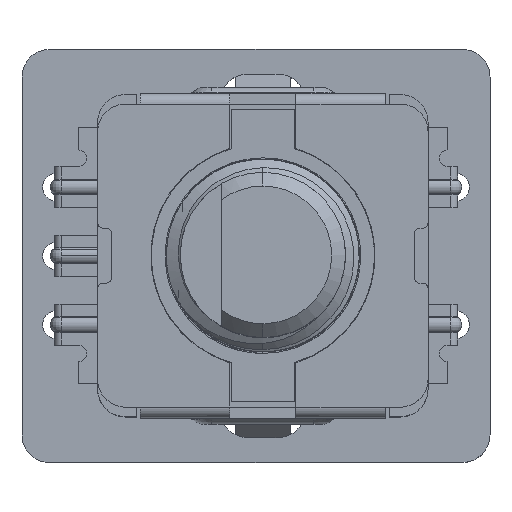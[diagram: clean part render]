
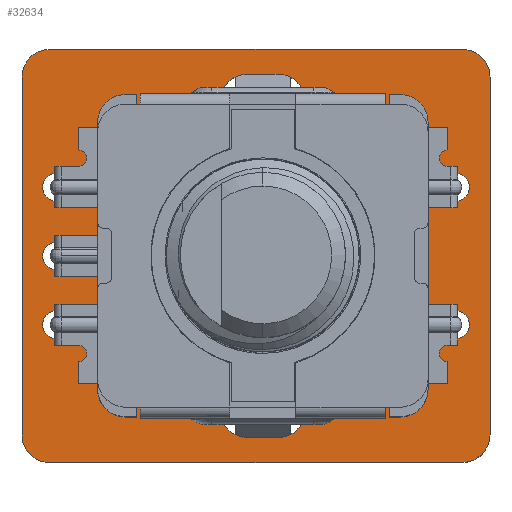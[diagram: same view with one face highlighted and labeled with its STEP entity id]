
A CAD part, top view. The second image highlights one B-rep face of the part: STEP entity #32634.
In plain terms, the highlighted planar face has unit normal (0, 0, 1).
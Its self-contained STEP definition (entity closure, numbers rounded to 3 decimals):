
#32326 = VERTEX_POINT('',#32327);
#32327 = CARTESIAN_POINT('',(157.5,-92.5,1.6));
#32333 = EDGE_CURVE('',#32326,#32334,#32336,.T.);
#32334 = VERTEX_POINT('',#32335);
#32335 = CARTESIAN_POINT('',(158.498,-93.402,1.6));
#32336 = CIRCLE('',#32337,0.998);
#32337 = AXIS2_PLACEMENT_3D('',#32338,#32339,#32340);
#32338 = CARTESIAN_POINT('',(157.504,-93.498,1.6));
#32339 = DIRECTION('',(0.,0.,-1.));
#32340 = DIRECTION('',(-0.004,1.,0.));
#32368 = VERTEX_POINT('',#32369);
#32369 = CARTESIAN_POINT('',(142.5,-92.5,1.6));
#32375 = EDGE_CURVE('',#32368,#32326,#32376,.T.);
#32376 = LINE('',#32377,#32378);
#32377 = CARTESIAN_POINT('',(142.5,-92.5,1.6));
#32378 = VECTOR('',#32379,1.);
#32379 = DIRECTION('',(1.,0.,0.));
#32397 = EDGE_CURVE('',#32334,#32398,#32400,.T.);
#32398 = VERTEX_POINT('',#32399);
#32399 = CARTESIAN_POINT('',(158.5,-93.5,1.6));
#32400 = LINE('',#32401,#32402);
#32401 = CARTESIAN_POINT('',(158.498,-93.402,1.6));
#32402 = VECTOR('',#32403,1.);
#32403 = DIRECTION('',(0.024,-1.,0.));
#32634 = ADVANCED_FACE('',(#32635,#32713,#32724,#32760,#32771,#32782,
    #32793,#32804),#32840,.T.);
#32635 = FACE_BOUND('',#32636,.T.);
#32636 = EDGE_LOOP('',(#32637,#32638,#32639,#32647,#32656,#32664,#32672,
    #32681,#32689,#32697,#32706,#32712));
#32637 = ORIENTED_EDGE('',*,*,#32333,.F.);
#32638 = ORIENTED_EDGE('',*,*,#32375,.F.);
#32639 = ORIENTED_EDGE('',*,*,#32640,.F.);
#32640 = EDGE_CURVE('',#32641,#32368,#32643,.T.);
#32641 = VERTEX_POINT('',#32642);
#32642 = CARTESIAN_POINT('',(142.402,-92.502,1.6));
#32643 = LINE('',#32644,#32645);
#32644 = CARTESIAN_POINT('',(142.402,-92.502,1.6));
#32645 = VECTOR('',#32646,1.);
#32646 = DIRECTION('',(1.,0.024,0.));
#32647 = ORIENTED_EDGE('',*,*,#32648,.F.);
#32648 = EDGE_CURVE('',#32649,#32641,#32651,.T.);
#32649 = VERTEX_POINT('',#32650);
#32650 = CARTESIAN_POINT('',(141.5,-93.5,1.6));
#32651 = CIRCLE('',#32652,0.998);
#32652 = AXIS2_PLACEMENT_3D('',#32653,#32654,#32655);
#32653 = CARTESIAN_POINT('',(142.498,-93.496,1.6));
#32654 = DIRECTION('',(0.,0.,-1.));
#32655 = DIRECTION('',(-1.,-0.004,-0.));
#32656 = ORIENTED_EDGE('',*,*,#32657,.F.);
#32657 = EDGE_CURVE('',#32658,#32649,#32660,.T.);
#32658 = VERTEX_POINT('',#32659);
#32659 = CARTESIAN_POINT('',(141.5,-106.5,1.6));
#32660 = LINE('',#32661,#32662);
#32661 = CARTESIAN_POINT('',(141.5,-106.5,1.6));
#32662 = VECTOR('',#32663,1.);
#32663 = DIRECTION('',(0.,1.,0.));
#32664 = ORIENTED_EDGE('',*,*,#32665,.F.);
#32665 = EDGE_CURVE('',#32666,#32658,#32668,.T.);
#32666 = VERTEX_POINT('',#32667);
#32667 = CARTESIAN_POINT('',(141.502,-106.598,1.6));
#32668 = LINE('',#32669,#32670);
#32669 = CARTESIAN_POINT('',(141.502,-106.598,1.6));
#32670 = VECTOR('',#32671,1.);
#32671 = DIRECTION('',(-0.024,1.,0.));
#32672 = ORIENTED_EDGE('',*,*,#32673,.F.);
#32673 = EDGE_CURVE('',#32674,#32666,#32676,.T.);
#32674 = VERTEX_POINT('',#32675);
#32675 = CARTESIAN_POINT('',(142.5,-107.5,1.6));
#32676 = CIRCLE('',#32677,0.998);
#32677 = AXIS2_PLACEMENT_3D('',#32678,#32679,#32680);
#32678 = CARTESIAN_POINT('',(142.496,-106.502,1.6));
#32679 = DIRECTION('',(0.,0.,-1.));
#32680 = DIRECTION('',(0.004,-1.,0.));
#32681 = ORIENTED_EDGE('',*,*,#32682,.F.);
#32682 = EDGE_CURVE('',#32683,#32674,#32685,.T.);
#32683 = VERTEX_POINT('',#32684);
#32684 = CARTESIAN_POINT('',(157.5,-107.5,1.6));
#32685 = LINE('',#32686,#32687);
#32686 = CARTESIAN_POINT('',(157.5,-107.5,1.6));
#32687 = VECTOR('',#32688,1.);
#32688 = DIRECTION('',(-1.,0.,0.));
#32689 = ORIENTED_EDGE('',*,*,#32690,.F.);
#32690 = EDGE_CURVE('',#32691,#32683,#32693,.T.);
#32691 = VERTEX_POINT('',#32692);
#32692 = CARTESIAN_POINT('',(157.598,-107.498,1.6));
#32693 = LINE('',#32694,#32695);
#32694 = CARTESIAN_POINT('',(157.598,-107.498,1.6));
#32695 = VECTOR('',#32696,1.);
#32696 = DIRECTION('',(-1.,-0.024,0.));
#32697 = ORIENTED_EDGE('',*,*,#32698,.F.);
#32698 = EDGE_CURVE('',#32699,#32691,#32701,.T.);
#32699 = VERTEX_POINT('',#32700);
#32700 = CARTESIAN_POINT('',(158.5,-106.5,1.6));
#32701 = CIRCLE('',#32702,0.998);
#32702 = AXIS2_PLACEMENT_3D('',#32703,#32704,#32705);
#32703 = CARTESIAN_POINT('',(157.502,-106.504,1.6));
#32704 = DIRECTION('',(0.,0.,-1.));
#32705 = DIRECTION('',(1.,0.004,0.));
#32706 = ORIENTED_EDGE('',*,*,#32707,.F.);
#32707 = EDGE_CURVE('',#32398,#32699,#32708,.T.);
#32708 = LINE('',#32709,#32710);
#32709 = CARTESIAN_POINT('',(158.5,-93.5,1.6));
#32710 = VECTOR('',#32711,1.);
#32711 = DIRECTION('',(0.,-1.,0.));
#32712 = ORIENTED_EDGE('',*,*,#32397,.F.);
#32713 = FACE_BOUND('',#32714,.T.);
#32714 = EDGE_LOOP('',(#32715));
#32715 = ORIENTED_EDGE('',*,*,#32716,.T.);
#32716 = EDGE_CURVE('',#32717,#32717,#32719,.T.);
#32717 = VERTEX_POINT('',#32718);
#32718 = CARTESIAN_POINT('',(142.75,-103.,1.6));
#32719 = CIRCLE('',#32720,0.5);
#32720 = AXIS2_PLACEMENT_3D('',#32721,#32722,#32723);
#32721 = CARTESIAN_POINT('',(142.75,-102.5,1.6));
#32722 = DIRECTION('',(-0.,0.,-1.));
#32723 = DIRECTION('',(-0.,-1.,0.));
#32724 = FACE_BOUND('',#32725,.T.);
#32725 = EDGE_LOOP('',(#32726,#32737,#32745,#32754));
#32726 = ORIENTED_EDGE('',*,*,#32727,.T.);
#32727 = EDGE_CURVE('',#32728,#32730,#32732,.T.);
#32728 = VERTEX_POINT('',#32729);
#32729 = CARTESIAN_POINT('',(150.8,-104.6,1.6));
#32730 = VERTEX_POINT('',#32731);
#32731 = CARTESIAN_POINT('',(150.8,-106.6,1.6));
#32732 = CIRCLE('',#32733,1.);
#32733 = AXIS2_PLACEMENT_3D('',#32734,#32735,#32736);
#32734 = CARTESIAN_POINT('',(150.8,-105.6,1.6));
#32735 = DIRECTION('',(-0.,0.,-1.));
#32736 = DIRECTION('',(-0.,-1.,0.));
#32737 = ORIENTED_EDGE('',*,*,#32738,.T.);
#32738 = EDGE_CURVE('',#32730,#32739,#32741,.T.);
#32739 = VERTEX_POINT('',#32740);
#32740 = CARTESIAN_POINT('',(149.7,-106.6,1.6));
#32741 = LINE('',#32742,#32743);
#32742 = CARTESIAN_POINT('',(74.85,-106.6,1.6));
#32743 = VECTOR('',#32744,1.);
#32744 = DIRECTION('',(-1.,0.,0.));
#32745 = ORIENTED_EDGE('',*,*,#32746,.T.);
#32746 = EDGE_CURVE('',#32739,#32747,#32749,.T.);
#32747 = VERTEX_POINT('',#32748);
#32748 = CARTESIAN_POINT('',(149.7,-104.6,1.6));
#32749 = CIRCLE('',#32750,1.);
#32750 = AXIS2_PLACEMENT_3D('',#32751,#32752,#32753);
#32751 = CARTESIAN_POINT('',(149.7,-105.6,1.6));
#32752 = DIRECTION('',(-0.,0.,-1.));
#32753 = DIRECTION('',(0.,1.,0.));
#32754 = ORIENTED_EDGE('',*,*,#32755,.T.);
#32755 = EDGE_CURVE('',#32747,#32728,#32756,.T.);
#32756 = LINE('',#32757,#32758);
#32757 = CARTESIAN_POINT('',(75.4,-104.6,1.6));
#32758 = VECTOR('',#32759,1.);
#32759 = DIRECTION('',(1.,0.,-0.));
#32760 = FACE_BOUND('',#32761,.T.);
#32761 = EDGE_LOOP('',(#32762));
#32762 = ORIENTED_EDGE('',*,*,#32763,.T.);
#32763 = EDGE_CURVE('',#32764,#32764,#32766,.T.);
#32764 = VERTEX_POINT('',#32765);
#32765 = CARTESIAN_POINT('',(157.25,-103.,1.6));
#32766 = CIRCLE('',#32767,0.5);
#32767 = AXIS2_PLACEMENT_3D('',#32768,#32769,#32770);
#32768 = CARTESIAN_POINT('',(157.25,-102.5,1.6));
#32769 = DIRECTION('',(-0.,0.,-1.));
#32770 = DIRECTION('',(-0.,-1.,0.));
#32771 = FACE_BOUND('',#32772,.T.);
#32772 = EDGE_LOOP('',(#32773));
#32773 = ORIENTED_EDGE('',*,*,#32774,.T.);
#32774 = EDGE_CURVE('',#32775,#32775,#32777,.T.);
#32775 = VERTEX_POINT('',#32776);
#32776 = CARTESIAN_POINT('',(142.75,-100.5,1.6));
#32777 = CIRCLE('',#32778,0.5);
#32778 = AXIS2_PLACEMENT_3D('',#32779,#32780,#32781);
#32779 = CARTESIAN_POINT('',(142.75,-100.,1.6));
#32780 = DIRECTION('',(-0.,0.,-1.));
#32781 = DIRECTION('',(-0.,-1.,0.));
#32782 = FACE_BOUND('',#32783,.T.);
#32783 = EDGE_LOOP('',(#32784));
#32784 = ORIENTED_EDGE('',*,*,#32785,.T.);
#32785 = EDGE_CURVE('',#32786,#32786,#32788,.T.);
#32786 = VERTEX_POINT('',#32787);
#32787 = CARTESIAN_POINT('',(142.75,-98.,1.6));
#32788 = CIRCLE('',#32789,0.5);
#32789 = AXIS2_PLACEMENT_3D('',#32790,#32791,#32792);
#32790 = CARTESIAN_POINT('',(142.75,-97.5,1.6));
#32791 = DIRECTION('',(-0.,0.,-1.));
#32792 = DIRECTION('',(-0.,-1.,0.));
#32793 = FACE_BOUND('',#32794,.T.);
#32794 = EDGE_LOOP('',(#32795));
#32795 = ORIENTED_EDGE('',*,*,#32796,.T.);
#32796 = EDGE_CURVE('',#32797,#32797,#32799,.T.);
#32797 = VERTEX_POINT('',#32798);
#32798 = CARTESIAN_POINT('',(157.25,-98.,1.6));
#32799 = CIRCLE('',#32800,0.5);
#32800 = AXIS2_PLACEMENT_3D('',#32801,#32802,#32803);
#32801 = CARTESIAN_POINT('',(157.25,-97.5,1.6));
#32802 = DIRECTION('',(-0.,0.,-1.));
#32803 = DIRECTION('',(-0.,-1.,0.));
#32804 = FACE_BOUND('',#32805,.T.);
#32805 = EDGE_LOOP('',(#32806,#32817,#32825,#32834));
#32806 = ORIENTED_EDGE('',*,*,#32807,.T.);
#32807 = EDGE_CURVE('',#32808,#32810,#32812,.T.);
#32808 = VERTEX_POINT('',#32809);
#32809 = CARTESIAN_POINT('',(150.8,-93.4,1.6));
#32810 = VERTEX_POINT('',#32811);
#32811 = CARTESIAN_POINT('',(150.8,-95.4,1.6));
#32812 = CIRCLE('',#32813,1.);
#32813 = AXIS2_PLACEMENT_3D('',#32814,#32815,#32816);
#32814 = CARTESIAN_POINT('',(150.8,-94.4,1.6));
#32815 = DIRECTION('',(-0.,0.,-1.));
#32816 = DIRECTION('',(-0.,-1.,0.));
#32817 = ORIENTED_EDGE('',*,*,#32818,.T.);
#32818 = EDGE_CURVE('',#32810,#32819,#32821,.T.);
#32819 = VERTEX_POINT('',#32820);
#32820 = CARTESIAN_POINT('',(149.7,-95.4,1.6));
#32821 = LINE('',#32822,#32823);
#32822 = CARTESIAN_POINT('',(74.85,-95.4,1.6));
#32823 = VECTOR('',#32824,1.);
#32824 = DIRECTION('',(-1.,0.,0.));
#32825 = ORIENTED_EDGE('',*,*,#32826,.T.);
#32826 = EDGE_CURVE('',#32819,#32827,#32829,.T.);
#32827 = VERTEX_POINT('',#32828);
#32828 = CARTESIAN_POINT('',(149.7,-93.4,1.6));
#32829 = CIRCLE('',#32830,1.);
#32830 = AXIS2_PLACEMENT_3D('',#32831,#32832,#32833);
#32831 = CARTESIAN_POINT('',(149.7,-94.4,1.6));
#32832 = DIRECTION('',(-0.,0.,-1.));
#32833 = DIRECTION('',(0.,1.,0.));
#32834 = ORIENTED_EDGE('',*,*,#32835,.T.);
#32835 = EDGE_CURVE('',#32827,#32808,#32836,.T.);
#32836 = LINE('',#32837,#32838);
#32837 = CARTESIAN_POINT('',(75.4,-93.4,1.6));
#32838 = VECTOR('',#32839,1.);
#32839 = DIRECTION('',(1.,0.,-0.));
#32840 = PLANE('',#32841);
#32841 = AXIS2_PLACEMENT_3D('',#32842,#32843,#32844);
#32842 = CARTESIAN_POINT('',(0.,0.,1.6));
#32843 = DIRECTION('',(0.,0.,1.));
#32844 = DIRECTION('',(1.,0.,-0.));
